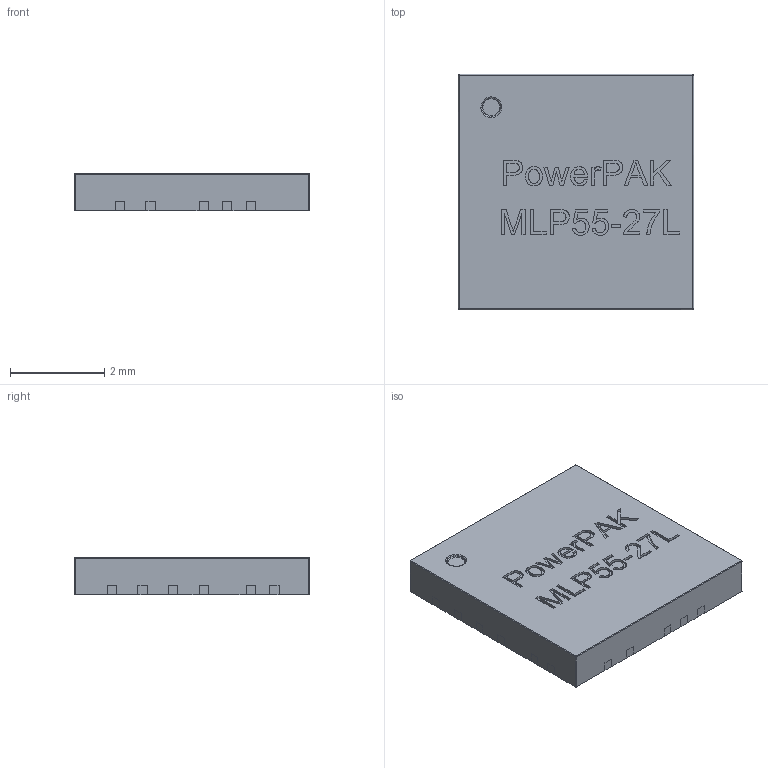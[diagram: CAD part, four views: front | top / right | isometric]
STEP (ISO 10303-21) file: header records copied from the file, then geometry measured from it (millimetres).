
FILE_DESCRIPTION (( 'STEP AP214' ), '1' );
FILE_NAME ('User Library-MLP55-27L.STEP', '2022-07-30T14:01:40', ( '' ), ( '' ), 'SwSTEP 2.0', 'SolidWorks 2022', '' );
FILE_SCHEMA (( 'AUTOMOTIVE_DESIGN' ));
Length unit declared in the file: millimetre
Products named in the file (25): Part_6201; Part_5372; Part_567; Part_515; Part_5140; Part_410; Part_6095; Part_4780; Part_4832; Part_5575; Part_20253; Part_5731; Part_6200; Part_4728; Part_6043; Part_5783; Part_4440; User Library-MLP55-27L; Part_6199; Part_5036; Part_5088; Part_655; Part_6147; Part_5471; Part_463
Assembly tree (24 placements, depth 2):
  User Library-MLP55-27L
    Part_410
    Part_463
    Part_515
    Part_567
    Part_655
    Part_6201
    Part_6200
    Part_4440
    Part_4728
    Part_4780
    Part_4832
    Part_5036
    Part_5088
    Part_5140
    Part_5372
    Part_5471
    Part_5575
    Part_5731
    Part_5783
    Part_6043
    Part_6095
    Part_6147
    Part_6199
    Part_20253
Bounding box: 5 x 5 x 0.8 mm (x, y, z)
Volume: 19.9 mm3; surface area: 112.4 mm2
Topology: 24 solids, 24 shells, 875 faces, 2398 edges, 1592 vertices
Faces by surface type: plane 624, bspline 139, cylinder 112
Entity records: 39469 total; most frequent: CARTESIAN_POINT 7287, ORIENTED_EDGE 4788, DIRECTION 3886, EDGE_CURVE 2394, LINE 1896, VECTOR 1896, VERTEX_POINT 1592, AXIS2_PLACEMENT_3D 995
